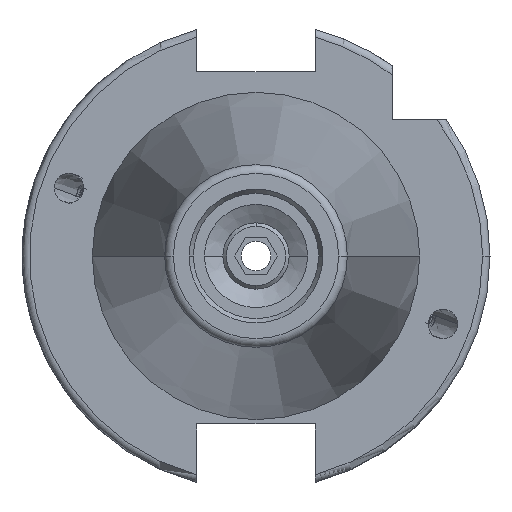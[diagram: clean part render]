
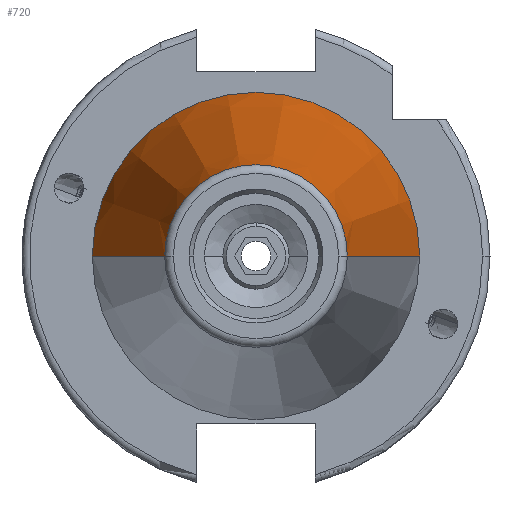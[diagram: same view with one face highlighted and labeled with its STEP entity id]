
A CAD part, left-side view. The second image highlights one B-rep face of the part: STEP entity #720.
In plain terms, the highlighted conical face has half-angle 8.297 degrees and reference radius 22.225 mm.
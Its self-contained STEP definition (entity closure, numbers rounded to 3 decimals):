
#386 = VECTOR ( 'NONE', #3612, 1000. ) ;
#450 = CARTESIAN_POINT ( 'NONE',  ( 0., 0., 0. ) ) ;
#524 = AXIS2_PLACEMENT_3D ( 'NONE', #450, #899, #646 ) ;
#596 = EDGE_CURVE ( 'NONE', #2096, #4830, #1617, .T. ) ;
#634 = ORIENTED_EDGE ( 'NONE', *, *, #750, .T. ) ;
#646 = DIRECTION ( 'NONE',  ( 0., -1., 0. ) ) ;
#683 = CARTESIAN_POINT ( 'NONE',  ( 0., 22.225, 0. ) ) ;
#720 = ADVANCED_FACE ( 'NONE', ( #2421 ), #2272, .T. ) ;
#740 = CIRCLE ( 'NONE', #1546, 12.4 ) ;
#750 = EDGE_CURVE ( 'NONE', #1938, #4830, #1185, .T. ) ;
#899 = DIRECTION ( 'NONE',  ( -1., 0., 0. ) ) ;
#964 = EDGE_CURVE ( 'NONE', #4796, #1938, #4710, .T. ) ;
#1185 = CIRCLE ( 'NONE', #524, 22.225 ) ;
#1290 = ORIENTED_EDGE ( 'NONE', *, *, #596, .F. ) ;
#1298 = EDGE_CURVE ( 'NONE', #4796, #2096, #740, .T. ) ;
#1546 = AXIS2_PLACEMENT_3D ( 'NONE', #5377, #5938, #3150 ) ;
#1582 = ORIENTED_EDGE ( 'NONE', *, *, #1298, .F. ) ;
#1617 = LINE ( 'NONE', #683, #386 ) ;
#1938 = VERTEX_POINT ( 'NONE', #3143 ) ;
#2096 = VERTEX_POINT ( 'NONE', #2418 ) ;
#2272 = CONICAL_SURFACE ( 'NONE', #4722, 22.225, 0.145 ) ;
#2418 = CARTESIAN_POINT ( 'NONE',  ( -67.373, 12.4, 0. ) ) ;
#2421 = FACE_OUTER_BOUND ( 'NONE', #4065, .T. ) ;
#2647 = DIRECTION ( 'NONE',  ( 0.99, -0.144, 0. ) ) ;
#2806 = CARTESIAN_POINT ( 'NONE',  ( 0., -22.225, 0. ) ) ;
#3143 = CARTESIAN_POINT ( 'NONE',  ( 0., -22.225, 0. ) ) ;
#3150 = DIRECTION ( 'NONE',  ( 0., -1., 0. ) ) ;
#3303 = CARTESIAN_POINT ( 'NONE',  ( 0., 22.225, 0. ) ) ;
#3451 = VECTOR ( 'NONE', #2647, 1000. ) ;
#3612 = DIRECTION ( 'NONE',  ( 0.99, 0.144, 0. ) ) ;
#4065 = EDGE_LOOP ( 'NONE', ( #1582, #5918, #634, #1290 ) ) ;
#4710 = LINE ( 'NONE', #2806, #3451 ) ;
#4722 = AXIS2_PLACEMENT_3D ( 'NONE', #4801, #4846, #5030 ) ;
#4796 = VERTEX_POINT ( 'NONE', #5156 ) ;
#4801 = CARTESIAN_POINT ( 'NONE',  ( 0., 0., 0. ) ) ;
#4830 = VERTEX_POINT ( 'NONE', #3303 ) ;
#4846 = DIRECTION ( 'NONE',  ( 1., 0., 0. ) ) ;
#5030 = DIRECTION ( 'NONE',  ( 0., 1., 0. ) ) ;
#5156 = CARTESIAN_POINT ( 'NONE',  ( -67.373, -12.4, 0. ) ) ;
#5377 = CARTESIAN_POINT ( 'NONE',  ( -67.373, 0., 0. ) ) ;
#5918 = ORIENTED_EDGE ( 'NONE', *, *, #964, .T. ) ;
#5938 = DIRECTION ( 'NONE',  ( -1., 0., 0. ) ) ;
